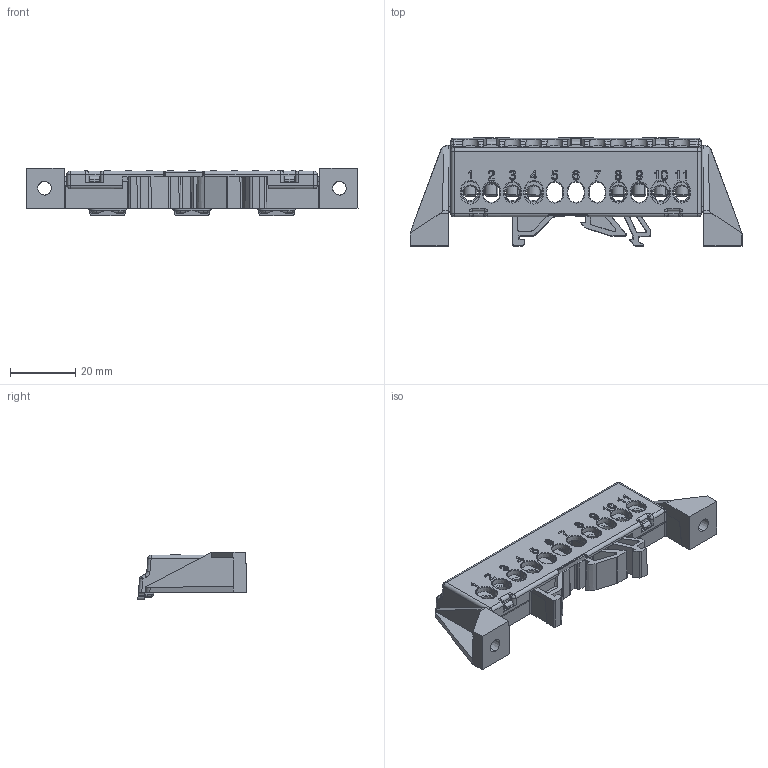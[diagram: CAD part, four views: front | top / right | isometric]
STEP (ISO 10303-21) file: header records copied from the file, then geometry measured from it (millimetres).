
FILE_DESCRIPTION (( 'STEP AP214' ), '1' );
FILE_NAME ('KSN-2-6x9 (04+04).STEP', '2023-11-03T11:46:41', ( '' ), ( '' ), 'SwSTEP 2.0', 'SolidWorks 2022', '' );
FILE_SCHEMA (( 'AUTOMOTIVE_DESIGN' ));
Length unit declared in the file: millimetre
Products named in the file (6): BHBT-3-6x9.04.01; Holder 11-уклон_уклоны; Cover 11_obr; BHBT-3-6x9.04.00; Винт М4х8; KSN-2-6x9 (04+04)
Assembly tree (9 placements, depth 3):
  KSN-2-6x9 (04+04)
    Holder 11-уклон_уклоны
    Cover 11_obr
    BHBT-3-6x9.04.00  x2
      BHBT-3-6x9.04.01
      Винт М4х8
Bounding box: 102.13 x 33.38 x 14.7 mm (x, y, z)
Volume: 14160.6 mm3; surface area: 18581.3 mm2
Topology: 12 solids, 12 shells, 1369 faces, 3735 edges, 2391 vertices
Faces by surface type: plane 685, cylinder 344, bspline 121, cone 116, torus 91, sphere 12
Entity records: 41358 total; most frequent: CARTESIAN_POINT 14435, ORIENTED_EDGE 6138, DIRECTION 4798, EDGE_CURVE 3069, VERTEX_POINT 1965, LINE 1920, VECTOR 1920, AXIS2_PLACEMENT_3D 1439
